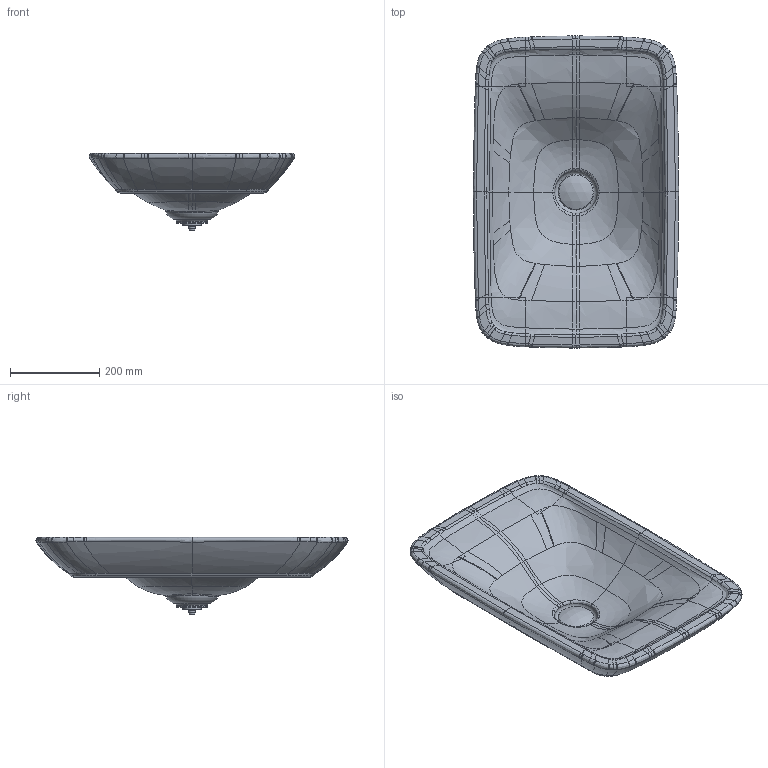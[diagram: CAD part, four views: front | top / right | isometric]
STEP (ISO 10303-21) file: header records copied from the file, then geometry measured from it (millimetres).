
FILE_DESCRIPTION((''),'2;1');
FILE_NAME('036970_1.stp','2012-09-20T20:10:22',('Administrator'),(''),'Autodesk Inventor 2011','Autodesk Inventor 2011','');
FILE_SCHEMA(('CONFIG_CONTROL_DESIGN'));
Length unit declared in the file: millimetre
Products named in the file (6): 036970_1; Clicker Push open; Stopfenblende Push Open; Clicker Push Open; Ventil Push Open
Assembly tree (5 placements, depth 3):
  036970_1
    036970_1
    Clicker Push open
      Stopfenblende Push Open
      Clicker Push Open
      Ventil Push Open
Bounding box: 459.2 x 698.86 x 174.52 mm (x, y, z)
Volume: 10167131 mm3; surface area: 827366.7 mm2
Topology: 4 solids, 4 shells, 690 faces, 1657 edges, 975 vertices
Faces by surface type: bspline 485, plane 66, cone 58, cylinder 53, torus 26, sphere 2
Full cylindrical faces by diameter (mm): 6.5 x1, 12 x1, 13.157 x1, 15.3 x1, 15.5 x1, 22.4 x1, 24.8 x1, 28 x1, 29.5 x1, 30 x1, 33 x2, 37 x1, 41 x1, 62.5 x1
Entity records: 137818 total; most frequent: CARTESIAN_POINT 124953, ORIENTED_EDGE 3174, EDGE_CURVE 1587, DIRECTION 1534, VERTEX_POINT 961, B_SPLINE_CURVE_WITH_KNOTS 928, EDGE_LOOP 758, FACE_OUTER_BOUND 690
